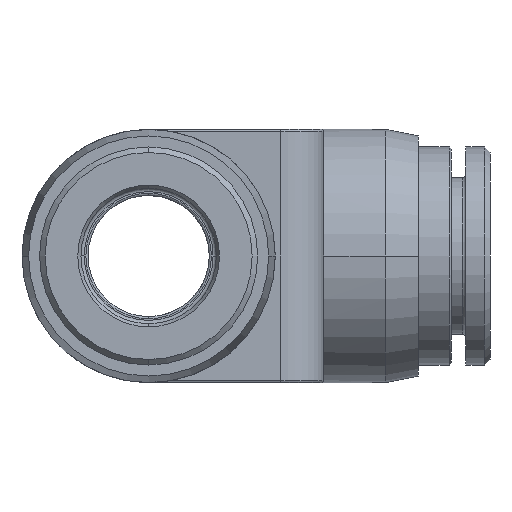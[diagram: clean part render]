
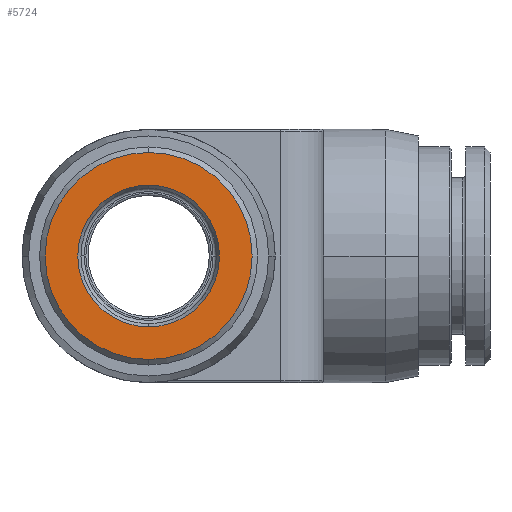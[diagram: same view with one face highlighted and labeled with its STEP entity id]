
A CAD part, left-side view. The second image highlights one B-rep face of the part: STEP entity #5724.
In plain terms, the highlighted planar face has unit normal (-1, 0, 0).
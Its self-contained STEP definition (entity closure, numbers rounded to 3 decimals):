
#1880=CARTESIAN_POINT('',(-31.,0.,0.));
#1881=DIRECTION('',(-1.,0.,0.));
#1882=DIRECTION('',(0.,0.,-1.));
#1883=AXIS2_PLACEMENT_3D('',#1880,#1881,#1882);
#1893=CARTESIAN_POINT('',(-31.,0.,0.));
#1894=DIRECTION('',(1.,0.,0.));
#1895=DIRECTION('',(0.,0.,-1.));
#1896=AXIS2_PLACEMENT_3D('',#1893,#1894,#1895);
#1898=CARTESIAN_POINT('',(-31.,0.,0.));
#1899=DIRECTION('',(1.,0.,0.));
#1900=DIRECTION('',(0.,0.,-1.));
#1901=AXIS2_PLACEMENT_3D('',#1898,#1899,#1900);
#1903=CARTESIAN_POINT('',(-31.,0.,0.));
#1904=DIRECTION('',(-1.,0.,0.));
#1905=DIRECTION('',(0.,0.,-1.));
#1906=AXIS2_PLACEMENT_3D('',#1903,#1904,#1905);
#3275=CARTESIAN_POINT('',(-31.,0.,-6.439));
#3277=VERTEX_POINT('',#3275);
#3278=CARTESIAN_POINT('',(-31.,0.,-9.4));
#3280=VERTEX_POINT('',#3278);
#3285=CARTESIAN_POINT('',(-31.,0.,6.439));
#3287=VERTEX_POINT('',#3285);
#3288=CARTESIAN_POINT('',(-31.,0.,9.4));
#3290=VERTEX_POINT('',#3288);
#5709=CARTESIAN_POINT('',(-31.,0.,0.));
#5710=DIRECTION('',(-1.,0.,0.));
#5711=DIRECTION('',(0.,0.,1.));
#5712=AXIS2_PLACEMENT_3D('',#5709,#5710,#5711);
#5713=PLANE('',#5712);
#5714=ORIENTED_EDGE('',*,*,#5688,.F.);
#5715=ORIENTED_EDGE('',*,*,#5704,.T.);
#5716=EDGE_LOOP('',(#5714,#5715));
#5717=FACE_OUTER_BOUND('',#5716,.F.);
#5719=ORIENTED_EDGE('',*,*,#5718,.F.);
#5721=ORIENTED_EDGE('',*,*,#5720,.T.);
#5722=EDGE_LOOP('',(#5719,#5721));
#5723=FACE_BOUND('',#5722,.F.);
#5724=ADVANCED_FACE('',(#5717,#5723),#5713,.T.);
#1884=CIRCLE('',#1883,9.4);
#1897=CIRCLE('',#1896,9.4);
#1902=CIRCLE('',#1901,6.439);
#1907=CIRCLE('',#1906,6.439);
#5688=EDGE_CURVE('',#3280,#3290,#1884,.T.);
#5704=EDGE_CURVE('',#3280,#3290,#1897,.T.);
#5718=EDGE_CURVE('',#3277,#3287,#1902,.T.);
#5720=EDGE_CURVE('',#3277,#3287,#1907,.T.);
